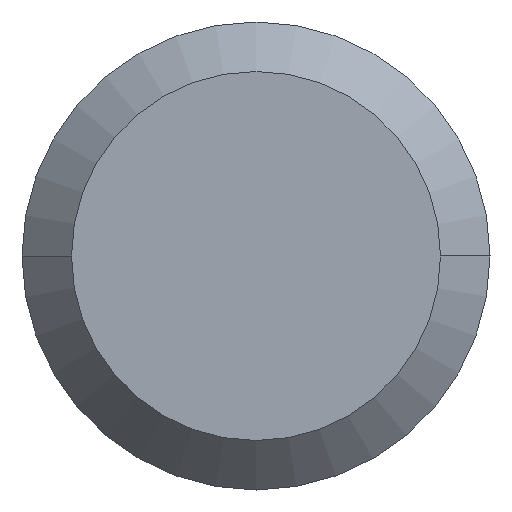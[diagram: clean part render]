
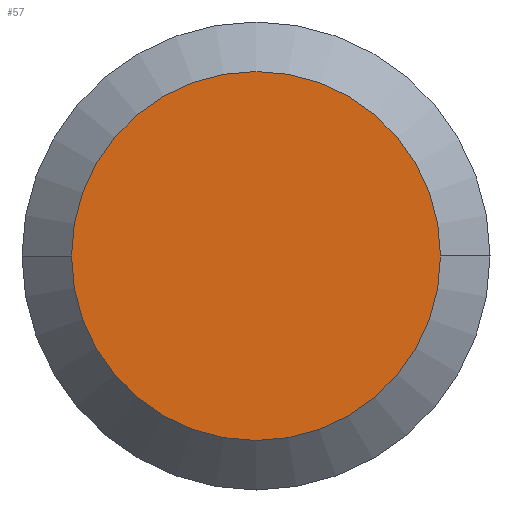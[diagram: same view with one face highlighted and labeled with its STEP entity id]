
A CAD part, left-side view. The second image highlights one B-rep face of the part: STEP entity #57.
In plain terms, the highlighted planar face has unit normal (-1, 0, 0).
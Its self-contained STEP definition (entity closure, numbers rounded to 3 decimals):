
#9 = DIRECTION ( 'NONE',  ( 0., 1., 0. ) ) ;
#54 = CARTESIAN_POINT ( 'NONE',  ( 0., 0., 0. ) ) ;
#57 = ADVANCED_FACE ( 'NONE', ( #117 ), #191, .T. ) ;
#70 = EDGE_LOOP ( 'NONE', ( #345, #220 ) ) ;
#101 = DIRECTION ( 'NONE',  ( 1., 0., 0. ) ) ;
#117 = FACE_OUTER_BOUND ( 'NONE', #70, .T. ) ;
#128 = EDGE_CURVE ( 'NONE', #248, #237, #362, .T. ) ;
#130 = DIRECTION ( 'NONE',  ( 0., 1., 0. ) ) ;
#137 = AXIS2_PLACEMENT_3D ( 'NONE', #171, #210, #9 ) ;
#171 = CARTESIAN_POINT ( 'NONE',  ( 0., 0., 0. ) ) ;
#191 = PLANE ( 'NONE',  #289 ) ;
#210 = DIRECTION ( 'NONE',  ( 1., 0., 0. ) ) ;
#220 = ORIENTED_EDGE ( 'NONE', *, *, #268, .F. ) ;
#233 = CARTESIAN_POINT ( 'NONE',  ( 0., 2.365, 0. ) ) ;
#237 = VERTEX_POINT ( 'NONE', #265 ) ;
#248 = VERTEX_POINT ( 'NONE', #233 ) ;
#265 = CARTESIAN_POINT ( 'NONE',  ( 0., -2.365, 0. ) ) ;
#268 = EDGE_CURVE ( 'NONE', #237, #248, #277, .T. ) ;
#277 = CIRCLE ( 'NONE', #137, 2.365 ) ;
#287 = DIRECTION ( 'NONE',  ( -1., 0., 0. ) ) ;
#289 = AXIS2_PLACEMENT_3D ( 'NONE', #54, #287, #316 ) ;
#294 = CARTESIAN_POINT ( 'NONE',  ( 0., 0., 0. ) ) ;
#316 = DIRECTION ( 'NONE',  ( 0., -1., 0. ) ) ;
#345 = ORIENTED_EDGE ( 'NONE', *, *, #128, .F. ) ;
#362 = CIRCLE ( 'NONE', #374, 2.365 ) ;
#374 = AXIS2_PLACEMENT_3D ( 'NONE', #294, #101, #130 ) ;
